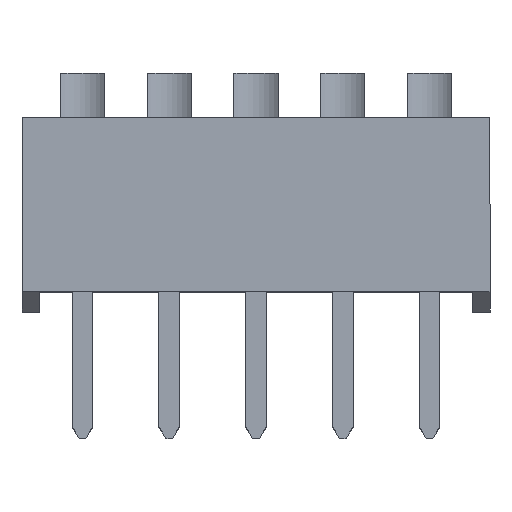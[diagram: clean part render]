
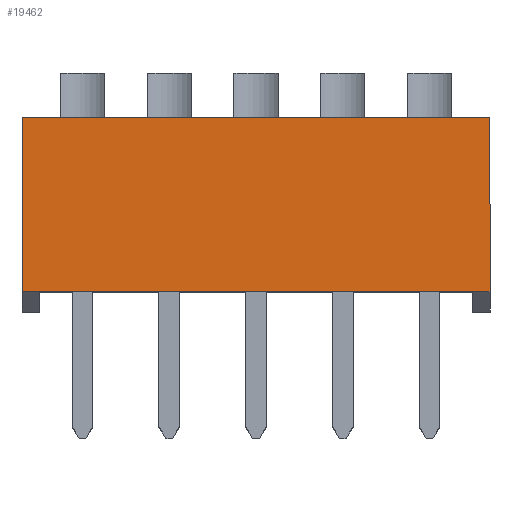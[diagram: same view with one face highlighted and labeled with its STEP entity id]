
A CAD part, top view. The second image highlights one B-rep face of the part: STEP entity #19462.
In plain terms, the highlighted planar face has unit normal (0, 0, 1).
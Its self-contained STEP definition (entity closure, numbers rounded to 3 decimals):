
#108 = VERTEX_POINT ( 'NONE', #3221 ) ;
#114 = VERTEX_POINT ( 'NONE', #3265 ) ;
#119 = EDGE_CURVE ( 'NONE', #108, #114, #3313, .T. ) ;
#340 = EDGE_CURVE ( 'NONE', #359, #351, #3925, .T. ) ;
#351 = VERTEX_POINT ( 'NONE', #3975 ) ;
#359 = VERTEX_POINT ( 'NONE', #4012 ) ;
#3221 = CARTESIAN_POINT ( 'NONE',  ( -1.77, 0.6, 1.14 ) ) ;
#3265 = CARTESIAN_POINT ( 'NONE',  ( 11.93, 0.6, 1.14 ) ) ;
#3301 = DIRECTION ( 'NONE',  ( 1., 0., 0. ) ) ;
#3302 = VECTOR ( 'NONE', #3301, 1000. ) ;
#3303 = CARTESIAN_POINT ( 'NONE',  ( -8.209, 0.6, 1.14 ) ) ;
#3313 = LINE ( 'NONE', #3303, #3302 ) ;
#3920 = DIRECTION ( 'NONE',  ( 1., 0., 0. ) ) ;
#3921 = VECTOR ( 'NONE', #3920, 1000. ) ;
#3922 = CARTESIAN_POINT ( 'NONE',  ( -1.77, 5.7, 1.14 ) ) ;
#3925 = LINE ( 'NONE', #3922, #3921 ) ;
#3975 = CARTESIAN_POINT ( 'NONE',  ( 11.93, 5.7, 1.14 ) ) ;
#4012 = CARTESIAN_POINT ( 'NONE',  ( -1.77, 5.7, 1.14 ) ) ;
#18662 = FACE_OUTER_BOUND ( 'NONE', #19455, .T. ) ;
#18665 = DIRECTION ( 'NONE',  ( 0., -1., 0. ) ) ;
#18666 = VECTOR ( 'NONE', #18665, 1000. ) ;
#18667 = CARTESIAN_POINT ( 'NONE',  ( -1.77, 5.7, 1.14 ) ) ;
#18668 = LINE ( 'NONE', #18667, #18666 ) ;
#18714 = PLANE ( 'NONE',  #18720 ) ;
#18720 = AXIS2_PLACEMENT_3D ( 'NONE', #18747, #18746, #18745 ) ;
#18745 = DIRECTION ( 'NONE',  ( -1., 0., 0. ) ) ;
#18746 = DIRECTION ( 'NONE',  ( 0., 0., -1. ) ) ;
#18747 = CARTESIAN_POINT ( 'NONE',  ( -1.77, 5.7, 1.14 ) ) ;
#18788 = DIRECTION ( 'NONE',  ( 0., -1., 0. ) ) ;
#18789 = VECTOR ( 'NONE', #18788, 1000. ) ;
#18790 = CARTESIAN_POINT ( 'NONE',  ( 11.93, 5.7, 1.14 ) ) ;
#18791 = LINE ( 'NONE', #18790, #18789 ) ;
#19437 = ORIENTED_EDGE ( 'NONE', *, *, #19450, .T. ) ;
#19450 = EDGE_CURVE ( 'NONE', #359, #108, #18668, .T. ) ;
#19455 = EDGE_LOOP ( 'NONE', ( #19437, #19463, #19484, #19464 ) ) ;
#19462 = ADVANCED_FACE ( 'NONE', ( #18662 ), #18714, .F. ) ;
#19463 = ORIENTED_EDGE ( 'NONE', *, *, #119, .T. ) ;
#19464 = ORIENTED_EDGE ( 'NONE', *, *, #340, .F. ) ;
#19483 = EDGE_CURVE ( 'NONE', #351, #114, #18791, .T. ) ;
#19484 = ORIENTED_EDGE ( 'NONE', *, *, #19483, .F. ) ;
